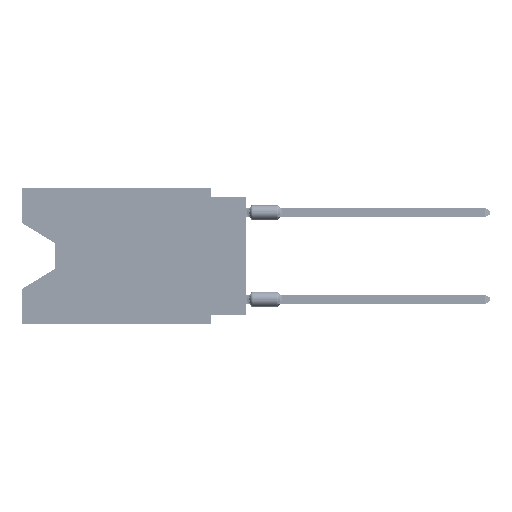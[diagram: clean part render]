
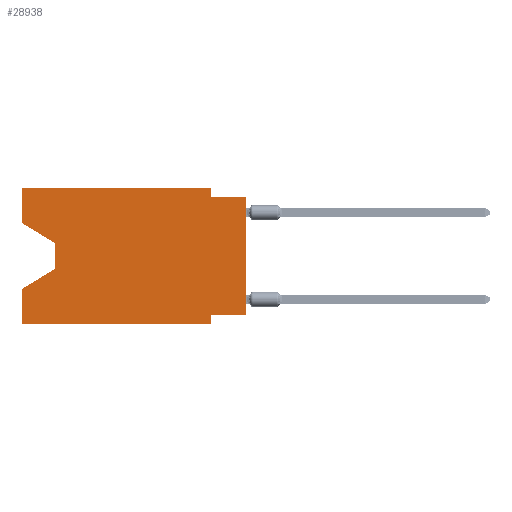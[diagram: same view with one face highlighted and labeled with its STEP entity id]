
A CAD part, left-side view. The second image highlights one B-rep face of the part: STEP entity #28938.
In plain terms, the highlighted planar face has unit normal (-1, 0, 0).
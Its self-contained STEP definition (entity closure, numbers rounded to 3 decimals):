
#588 = LINE ( 'NONE', #20327, #48971 ) ;
#1358 = VERTEX_POINT ( 'NONE', #16239 ) ;
#1412 = DIRECTION ( 'NONE',  ( 0., 0., 1. ) ) ;
#1692 = LINE ( 'NONE', #27325, #55442 ) ;
#2821 = LINE ( 'NONE', #15863, #51471 ) ;
#3838 = CARTESIAN_POINT ( 'NONE',  ( 0., 16.383, 0. ) ) ;
#3970 = VERTEX_POINT ( 'NONE', #52198 ) ;
#4087 = CARTESIAN_POINT ( 'NONE',  ( 0., 16.383, 0. ) ) ;
#5086 = EDGE_CURVE ( 'NONE', #3970, #66588, #50426, .T. ) ;
#6008 = DIRECTION ( 'NONE',  ( 0., 1., 0. ) ) ;
#6822 = CARTESIAN_POINT ( 'NONE',  ( 0., 0., -9.271 ) ) ;
#11603 = VERTEX_POINT ( 'NONE', #35715 ) ;
#12001 = ORIENTED_EDGE ( 'NONE', *, *, #17901, .F. ) ;
#12960 = LINE ( 'NONE', #82277, #42668 ) ;
#15114 = DIRECTION ( 'NONE',  ( 0., -0.855, -0.519 ) ) ;
#15426 = ORIENTED_EDGE ( 'NONE', *, *, #43307, .T. ) ;
#15456 = DIRECTION ( 'NONE',  ( 0., 0., -1. ) ) ;
#15666 = PLANE ( 'NONE',  #18884 ) ;
#15863 = CARTESIAN_POINT ( 'NONE',  ( 0., 2.54, 0. ) ) ;
#16239 = CARTESIAN_POINT ( 'NONE',  ( 0., 2.54, -0.635 ) ) ;
#16483 = EDGE_CURVE ( 'NONE', #81423, #41069, #30589, .T. ) ;
#17138 = LINE ( 'NONE', #4087, #23543 ) ;
#17901 = EDGE_CURVE ( 'NONE', #66588, #1358, #2821, .T. ) ;
#18884 = AXIS2_PLACEMENT_3D ( 'NONE', #3838, #62218, #28647 ) ;
#19276 = EDGE_CURVE ( 'NONE', #40928, #11603, #25725, .T. ) ;
#20327 = CARTESIAN_POINT ( 'NONE',  ( 0., 16.383, 0. ) ) ;
#20955 = ORIENTED_EDGE ( 'NONE', *, *, #73130, .F. ) ;
#21698 = VERTEX_POINT ( 'NONE', #38380 ) ;
#23543 = VECTOR ( 'NONE', #43150, 1000. ) ;
#24258 = DIRECTION ( 'NONE',  ( 0., -1., 0. ) ) ;
#24721 = DIRECTION ( 'NONE',  ( 0., 0., -1. ) ) ;
#25725 = LINE ( 'NONE', #6822, #42338 ) ;
#27325 = CARTESIAN_POINT ( 'NONE',  ( 0., 0., -0.635 ) ) ;
#28647 = DIRECTION ( 'NONE',  ( 0., 0., -1. ) ) ;
#28938 = ADVANCED_FACE ( 'NONE', ( #79494 ), #15666, .F. ) ;
#30436 = VECTOR ( 'NONE', #54628, 1000. ) ;
#30589 = LINE ( 'NONE', #81827, #48501 ) ;
#31276 = VERTEX_POINT ( 'NONE', #55059 ) ;
#31425 = CARTESIAN_POINT ( 'NONE',  ( 0., 2.54, -9.906 ) ) ;
#32103 = VERTEX_POINT ( 'NONE', #55706 ) ;
#32575 = DIRECTION ( 'NONE',  ( 0., 0., -1. ) ) ;
#32863 = EDGE_CURVE ( 'NONE', #31276, #21698, #47461, .T. ) ;
#32876 = ORIENTED_EDGE ( 'NONE', *, *, #5086, .F. ) ;
#35253 = CARTESIAN_POINT ( 'NONE',  ( 0., 16.383, -2.546 ) ) ;
#35268 = CARTESIAN_POINT ( 'NONE',  ( 0., 0., -9.271 ) ) ;
#35308 = VERTEX_POINT ( 'NONE', #53989 ) ;
#35715 = CARTESIAN_POINT ( 'NONE',  ( 0., 2.54, -9.271 ) ) ;
#36415 = VECTOR ( 'NONE', #32575, 1000. ) ;
#36999 = DIRECTION ( 'NONE',  ( 0., -1., 0. ) ) ;
#37635 = LINE ( 'NONE', #56983, #63443 ) ;
#38154 = ORIENTED_EDGE ( 'NONE', *, *, #16483, .T. ) ;
#38380 = CARTESIAN_POINT ( 'NONE',  ( 0., 13.97, -4.013 ) ) ;
#40928 = VERTEX_POINT ( 'NONE', #35268 ) ;
#41069 = VERTEX_POINT ( 'NONE', #31425 ) ;
#42338 = VECTOR ( 'NONE', #6008, 1000. ) ;
#42668 = VECTOR ( 'NONE', #24721, 1000. ) ;
#43150 = DIRECTION ( 'NONE',  ( 0., 0., 1. ) ) ;
#43307 = EDGE_CURVE ( 'NONE', #40928, #35308, #37635, .T. ) ;
#44938 = VECTOR ( 'NONE', #15114, 1000. ) ;
#45206 = LINE ( 'NONE', #58655, #36415 ) ;
#47461 = LINE ( 'NONE', #35253, #44938 ) ;
#48056 = VERTEX_POINT ( 'NONE', #72225 ) ;
#48501 = VECTOR ( 'NONE', #24258, 1000. ) ;
#48971 = VECTOR ( 'NONE', #1412, 1000. ) ;
#50426 = LINE ( 'NONE', #70157, #62465 ) ;
#50489 = ORIENTED_EDGE ( 'NONE', *, *, #32863, .T. ) ;
#50596 = EDGE_CURVE ( 'NONE', #31276, #3970, #588, .T. ) ;
#51471 = VECTOR ( 'NONE', #15456, 1000. ) ;
#52198 = CARTESIAN_POINT ( 'NONE',  ( 0., 16.383, 0. ) ) ;
#52563 = CARTESIAN_POINT ( 'NONE',  ( 0., 2.54, 0. ) ) ;
#53989 = CARTESIAN_POINT ( 'NONE',  ( 0., 0., -0.635 ) ) ;
#54628 = DIRECTION ( 'NONE',  ( 0., 0.855, -0.519 ) ) ;
#54633 = ORIENTED_EDGE ( 'NONE', *, *, #67296, .F. ) ;
#55059 = CARTESIAN_POINT ( 'NONE',  ( 0., 16.383, -2.546 ) ) ;
#55398 = LINE ( 'NONE', #61334, #30436 ) ;
#55442 = VECTOR ( 'NONE', #77357, 1000. ) ;
#55706 = CARTESIAN_POINT ( 'NONE',  ( 0., 16.383, -7.36 ) ) ;
#56983 = CARTESIAN_POINT ( 'NONE',  ( 0., 0., 0. ) ) ;
#58655 = CARTESIAN_POINT ( 'NONE',  ( 0., 13.97, -4.013 ) ) ;
#59827 = ORIENTED_EDGE ( 'NONE', *, *, #62505, .T. ) ;
#61214 = EDGE_LOOP ( 'NONE', ( #50489, #59827, #64855, #54633, #38154, #75061, #62734, #15426, #20955, #12001, #32876, #81185 ) ) ;
#61334 = CARTESIAN_POINT ( 'NONE',  ( 0., 13.97, -5.893 ) ) ;
#62218 = DIRECTION ( 'NONE',  ( 1., 0., 0. ) ) ;
#62465 = VECTOR ( 'NONE', #36999, 1000. ) ;
#62505 = EDGE_CURVE ( 'NONE', #21698, #48056, #45206, .T. ) ;
#62734 = ORIENTED_EDGE ( 'NONE', *, *, #19276, .F. ) ;
#63443 = VECTOR ( 'NONE', #82623, 1000. ) ;
#64855 = ORIENTED_EDGE ( 'NONE', *, *, #78970, .T. ) ;
#66588 = VERTEX_POINT ( 'NONE', #52563 ) ;
#67296 = EDGE_CURVE ( 'NONE', #81423, #32103, #17138, .T. ) ;
#70157 = CARTESIAN_POINT ( 'NONE',  ( 0., 16.383, 0. ) ) ;
#72225 = CARTESIAN_POINT ( 'NONE',  ( 0., 13.97, -5.893 ) ) ;
#73130 = EDGE_CURVE ( 'NONE', #1358, #35308, #1692, .T. ) ;
#74054 = CARTESIAN_POINT ( 'NONE',  ( 0., 16.383, -9.906 ) ) ;
#75061 = ORIENTED_EDGE ( 'NONE', *, *, #80293, .F. ) ;
#77357 = DIRECTION ( 'NONE',  ( 0., -1., 0. ) ) ;
#78970 = EDGE_CURVE ( 'NONE', #48056, #32103, #55398, .T. ) ;
#79494 = FACE_OUTER_BOUND ( 'NONE', #61214, .T. ) ;
#80293 = EDGE_CURVE ( 'NONE', #11603, #41069, #12960, .T. ) ;
#81185 = ORIENTED_EDGE ( 'NONE', *, *, #50596, .F. ) ;
#81423 = VERTEX_POINT ( 'NONE', #74054 ) ;
#81827 = CARTESIAN_POINT ( 'NONE',  ( 0., 16.383, -9.906 ) ) ;
#82277 = CARTESIAN_POINT ( 'NONE',  ( 0., 2.54, -9.906 ) ) ;
#82623 = DIRECTION ( 'NONE',  ( 0., 0., 1. ) ) ;
